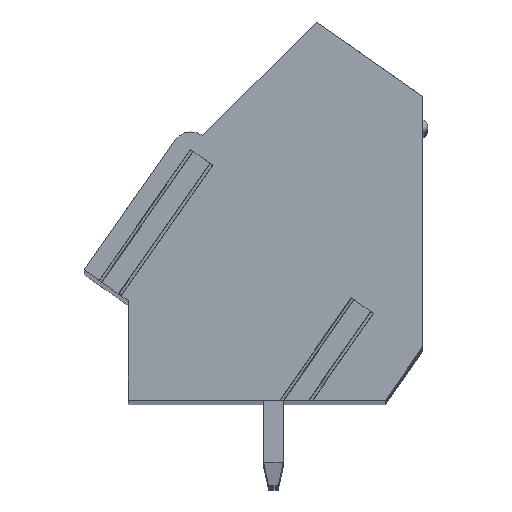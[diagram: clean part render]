
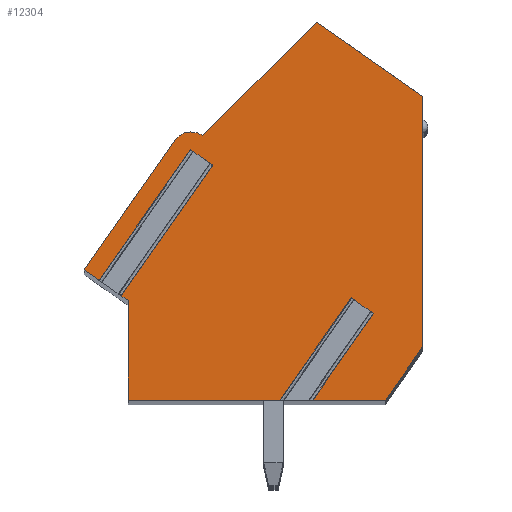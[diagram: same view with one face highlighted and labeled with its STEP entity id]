
A CAD part, top view. The second image highlights one B-rep face of the part: STEP entity #12304.
In plain terms, the highlighted planar face has unit normal (0, 0, 1).
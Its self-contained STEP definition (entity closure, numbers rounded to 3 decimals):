
#14=DIRECTION('',(-0.819,0.574,0.));
#15=VECTOR('',#14,1.085);
#16=CARTESIAN_POINT('',(4.498,-3.239,109.22));
#17=LINE('',#16,#15);
#18=DIRECTION('',(-0.574,-0.819,0.));
#19=VECTOR('',#18,5.115);
#20=CARTESIAN_POINT('',(3.61,-2.616,109.22));
#21=LINE('',#20,#19);
#22=DIRECTION('',(1.,0.,0.));
#23=VECTOR('',#22,6.246);
#24=CARTESIAN_POINT('',(-5.57,-6.807,109.22));
#25=LINE('',#24,#23);
#26=DIRECTION('',(0.,-1.,0.));
#27=VECTOR('',#26,4.087);
#28=CARTESIAN_POINT('',(-5.57,-2.72,109.22));
#29=LINE('',#28,#27);
#30=DIRECTION('',(0.819,-0.574,0.));
#31=VECTOR('',#30,0.355);
#32=CARTESIAN_POINT('',(-5.861,-2.516,109.22));
#33=LINE('',#32,#31);
#34=DIRECTION('',(-0.574,-0.819,0.));
#35=VECTOR('',#34,6.55);
#36=CARTESIAN_POINT('',(-2.104,2.849,109.22));
#37=LINE('',#36,#35);
#38=DIRECTION('',(-0.819,0.574,0.));
#39=VECTOR('',#38,1.085);
#40=CARTESIAN_POINT('',(-2.104,2.849,109.22));
#41=LINE('',#40,#39);
#42=DIRECTION('',(-0.574,-0.819,0.));
#43=VECTOR('',#42,6.55);
#44=CARTESIAN_POINT('',(-2.993,3.471,109.22));
#45=LINE('',#44,#43);
#46=DIRECTION('',(0.819,-0.574,0.));
#47=VECTOR('',#46,0.757);
#48=CARTESIAN_POINT('',(-7.37,-1.46,109.22));
#49=LINE('',#48,#47);
#50=DIRECTION('',(-0.574,-0.819,0.));
#51=VECTOR('',#50,6.486);
#52=CARTESIAN_POINT('',(-3.65,3.853,109.22));
#53=LINE('',#52,#51);
#54=CARTESIAN_POINT('',(-2.986,3.406,109.22));
#55=DIRECTION('',(0.,0.,1.));
#56=DIRECTION('',(0.598,0.802,0.));
#57=AXIS2_PLACEMENT_3D('',#54,#55,#56);
#59=DIRECTION('',(-0.707,-0.707,0.));
#60=VECTOR('',#59,6.609);
#61=CARTESIAN_POINT('',(2.165,8.721,109.22));
#62=LINE('',#61,#60);
#63=DIRECTION('',(-0.819,0.574,0.));
#64=VECTOR('',#63,5.329);
#65=CARTESIAN_POINT('',(6.53,5.664,109.22));
#66=LINE('',#65,#64);
#67=DIRECTION('',(0.,1.,0.));
#68=VECTOR('',#67,10.286);
#69=CARTESIAN_POINT('',(6.53,-4.622,109.22));
#70=LINE('',#69,#68);
#71=DIRECTION('',(0.574,0.819,0.));
#72=VECTOR('',#71,2.667);
#73=CARTESIAN_POINT('',(5.,-6.807,109.22));
#74=LINE('',#73,#72);
#75=DIRECTION('',(1.,0.,0.));
#76=VECTOR('',#75,3.);
#77=CARTESIAN_POINT('',(2.,-6.807,109.22));
#78=LINE('',#77,#76);
#79=DIRECTION('',(-0.574,-0.819,0.));
#80=VECTOR('',#79,4.355);
#81=CARTESIAN_POINT('',(4.498,-3.239,109.22));
#82=LINE('',#81,#80);
#9654=CARTESIAN_POINT('',(-2.508,4.048,109.22));
#9655=CARTESIAN_POINT('',(-3.65,3.853,109.22));
#9656=VERTEX_POINT('',#9654);
#9657=VERTEX_POINT('',#9655);
#9658=CARTESIAN_POINT('',(-7.37,-1.46,109.22));
#9659=VERTEX_POINT('',#9658);
#9660=CARTESIAN_POINT('',(-5.57,-2.72,109.22));
#9661=CARTESIAN_POINT('',(-5.57,-6.807,109.22));
#9662=VERTEX_POINT('',#9660);
#9663=VERTEX_POINT('',#9661);
#9664=CARTESIAN_POINT('',(5.,-6.807,109.22));
#9665=CARTESIAN_POINT('',(6.53,-4.622,109.22));
#9666=VERTEX_POINT('',#9664);
#9667=VERTEX_POINT('',#9665);
#9668=CARTESIAN_POINT('',(6.53,5.664,109.22));
#9669=VERTEX_POINT('',#9668);
#9670=CARTESIAN_POINT('',(2.165,8.721,109.22));
#9671=VERTEX_POINT('',#9670);
#9798=CARTESIAN_POINT('',(-2.104,2.849,109.22));
#9799=CARTESIAN_POINT('',(-2.993,3.471,109.22));
#9800=VERTEX_POINT('',#9798);
#9801=VERTEX_POINT('',#9799);
#9802=CARTESIAN_POINT('',(-5.861,-2.516,
109.22));
#9803=VERTEX_POINT('',#9802);
#9804=CARTESIAN_POINT('',(-6.75,-1.894,
109.22));
#9805=VERTEX_POINT('',#9804);
#9853=CARTESIAN_POINT('',(4.498,-3.239,109.22));
#9854=CARTESIAN_POINT('',(3.61,-2.616,109.22));
#9855=VERTEX_POINT('',#9853);
#9856=VERTEX_POINT('',#9854);
#9857=CARTESIAN_POINT('',(2.,-6.807,109.22));
#9858=VERTEX_POINT('',#9857);
#9859=CARTESIAN_POINT('',(0.676,-6.807,109.22));
#9860=VERTEX_POINT('',#9859);
#12263=CARTESIAN_POINT('',(0.,0.,109.22));
#12264=DIRECTION('',(0.,0.,1.));
#12265=DIRECTION('',(1.,0.,0.));
#12266=AXIS2_PLACEMENT_3D('',#12263,#12264,#12265);
#12267=PLANE('',#12266);
#12269=ORIENTED_EDGE('',*,*,#12268,.T.);
#12271=ORIENTED_EDGE('',*,*,#12270,.T.);
#12273=ORIENTED_EDGE('',*,*,#12272,.F.);
#12275=ORIENTED_EDGE('',*,*,#12274,.F.);
#12277=ORIENTED_EDGE('',*,*,#12276,.F.);
#12279=ORIENTED_EDGE('',*,*,#12278,.F.);
#12281=ORIENTED_EDGE('',*,*,#12280,.T.);
#12283=ORIENTED_EDGE('',*,*,#12282,.T.);
#12285=ORIENTED_EDGE('',*,*,#12284,.F.);
#12287=ORIENTED_EDGE('',*,*,#12286,.F.);
#12289=ORIENTED_EDGE('',*,*,#12288,.F.);
#12291=ORIENTED_EDGE('',*,*,#12290,.F.);
#12293=ORIENTED_EDGE('',*,*,#12292,.F.);
#12295=ORIENTED_EDGE('',*,*,#12294,.F.);
#12297=ORIENTED_EDGE('',*,*,#12296,.F.);
#12299=ORIENTED_EDGE('',*,*,#12298,.F.);
#12301=ORIENTED_EDGE('',*,*,#12300,.F.);
#12302=EDGE_LOOP('',(#12269,#12271,#12273,#12275,#12277,#12279,#12281,#12283,
#12285,#12287,#12289,#12291,#12293,#12295,#12297,#12299,#12301));
#12303=FACE_OUTER_BOUND('',#12302,.F.);
#58=CIRCLE('',#57,0.8);
#12268=EDGE_CURVE('',#9855,#9856,#17,.T.);
#12270=EDGE_CURVE('',#9856,#9860,#21,.T.);
#12272=EDGE_CURVE('',#9663,#9860,#25,.T.);
#12274=EDGE_CURVE('',#9662,#9663,#29,.T.);
#12276=EDGE_CURVE('',#9803,#9662,#33,.T.);
#12278=EDGE_CURVE('',#9800,#9803,#37,.T.);
#12280=EDGE_CURVE('',#9800,#9801,#41,.T.);
#12282=EDGE_CURVE('',#9801,#9805,#45,.T.);
#12284=EDGE_CURVE('',#9659,#9805,#49,.T.);
#12286=EDGE_CURVE('',#9657,#9659,#53,.T.);
#12288=EDGE_CURVE('',#9656,#9657,#58,.T.);
#12290=EDGE_CURVE('',#9671,#9656,#62,.T.);
#12292=EDGE_CURVE('',#9669,#9671,#66,.T.);
#12294=EDGE_CURVE('',#9667,#9669,#70,.T.);
#12296=EDGE_CURVE('',#9666,#9667,#74,.T.);
#12298=EDGE_CURVE('',#9858,#9666,#78,.T.);
#12300=EDGE_CURVE('',#9855,#9858,#82,.T.);
#12304=ADVANCED_FACE('',(#12303),#12267,.T.);
